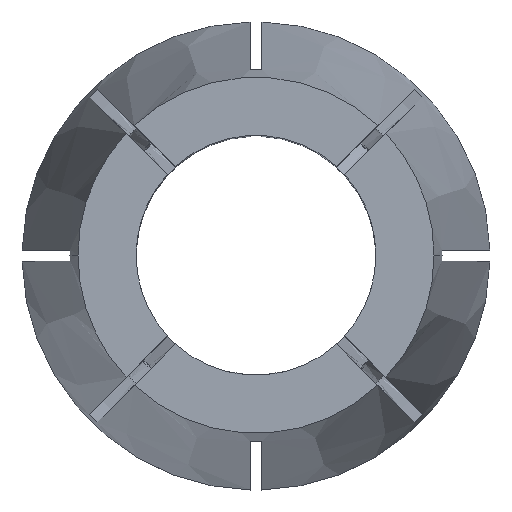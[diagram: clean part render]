
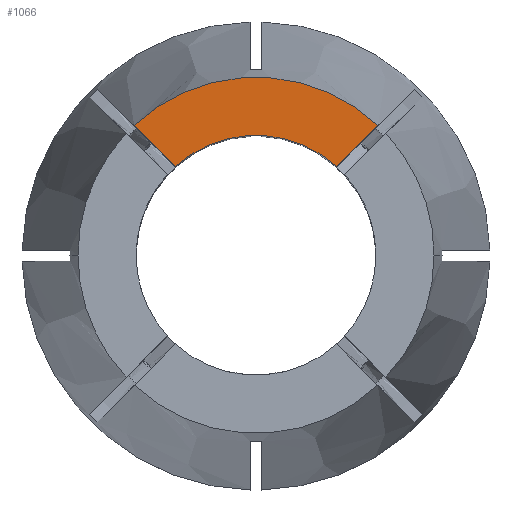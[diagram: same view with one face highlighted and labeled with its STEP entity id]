
A CAD part, top view. The second image highlights one B-rep face of the part: STEP entity #1066.
In plain terms, the highlighted planar face has unit normal (0, 0, 1).
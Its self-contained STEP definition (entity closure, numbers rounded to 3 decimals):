
#33 = VERTEX_POINT ( 'NONE', #2715 ) ;
#73 = LINE ( 'NONE', #2088, #2408 ) ;
#315 = DIRECTION ( 'NONE',  ( 0., 0., 1. ) ) ;
#333 = CARTESIAN_POINT ( 'NONE',  ( -10.668, 11.376, 0. ) ) ;
#392 = AXIS2_PLACEMENT_3D ( 'NONE', #2862, #2247, #2655 ) ;
#612 = DIRECTION ( 'NONE',  ( 0.707, -0.707, 0. ) ) ;
#839 = DIRECTION ( 'NONE',  ( 0.707, 0.707, 0. ) ) ;
#1056 = CARTESIAN_POINT ( 'NONE',  ( 10.668, 11.376, 0. ) ) ;
#1066 = ADVANCED_FACE ( 'NONE', ( #1667 ), #2684, .F. ) ;
#1162 = EDGE_CURVE ( 'NONE', #1262, #33, #2068, .T. ) ;
#1253 = DIRECTION ( 'NONE',  ( 1., 0., 0. ) ) ;
#1262 = VERTEX_POINT ( 'NONE', #1931 ) ;
#1303 = CARTESIAN_POINT ( 'NONE',  ( 0., 0., 0. ) ) ;
#1423 = ORIENTED_EDGE ( 'NONE', *, *, #2732, .T. ) ;
#1427 = CARTESIAN_POINT ( 'NONE',  ( 0.354, 0.354, 0. ) ) ;
#1566 = ORIENTED_EDGE ( 'NONE', *, *, #2419, .T. ) ;
#1595 = EDGE_LOOP ( 'NONE', ( #2662, #1423, #1566, #2778 ) ) ;
#1651 = CARTESIAN_POINT ( 'NONE',  ( 0., 0., 0. ) ) ;
#1667 = FACE_OUTER_BOUND ( 'NONE', #1595, .T. ) ;
#1734 = DIRECTION ( 'NONE',  ( 1., 0., 0. ) ) ;
#1789 = AXIS2_PLACEMENT_3D ( 'NONE', #1303, #2779, #1734 ) ;
#1931 = CARTESIAN_POINT ( 'NONE',  ( 7.063, 7.77, 0. ) ) ;
#2056 = VERTEX_POINT ( 'NONE', #333 ) ;
#2068 = CIRCLE ( 'NONE', #2089, 10.5 ) ;
#2088 = CARTESIAN_POINT ( 'NONE',  ( -0.354, 0.354, 0. ) ) ;
#2089 = AXIS2_PLACEMENT_3D ( 'NONE', #1651, #315, #1253 ) ;
#2247 = DIRECTION ( 'NONE',  ( 0., 0., -1. ) ) ;
#2298 = LINE ( 'NONE', #1427, #2818 ) ;
#2408 = VECTOR ( 'NONE', #839, 1000. ) ;
#2419 = EDGE_CURVE ( 'NONE', #2518, #2056, #2888, .T. ) ;
#2429 = EDGE_CURVE ( 'NONE', #2056, #33, #2298, .T. ) ;
#2518 = VERTEX_POINT ( 'NONE', #1056 ) ;
#2655 = DIRECTION ( 'NONE',  ( -1., 0., 0. ) ) ;
#2662 = ORIENTED_EDGE ( 'NONE', *, *, #1162, .F. ) ;
#2684 = PLANE ( 'NONE',  #392 ) ;
#2715 = CARTESIAN_POINT ( 'NONE',  ( -7.063, 7.77, 0. ) ) ;
#2732 = EDGE_CURVE ( 'NONE', #1262, #2518, #73, .T. ) ;
#2778 = ORIENTED_EDGE ( 'NONE', *, *, #2429, .T. ) ;
#2779 = DIRECTION ( 'NONE',  ( 0., 0., 1. ) ) ;
#2818 = VECTOR ( 'NONE', #612, 1000. ) ;
#2862 = CARTESIAN_POINT ( 'NONE',  ( 0., 0., 0. ) ) ;
#2888 = CIRCLE ( 'NONE', #1789, 15.595 ) ;
